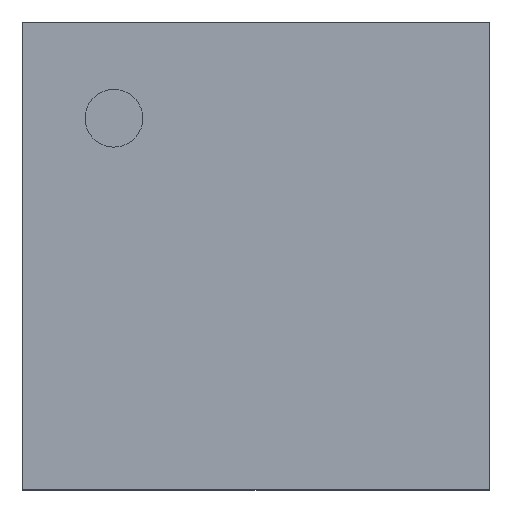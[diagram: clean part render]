
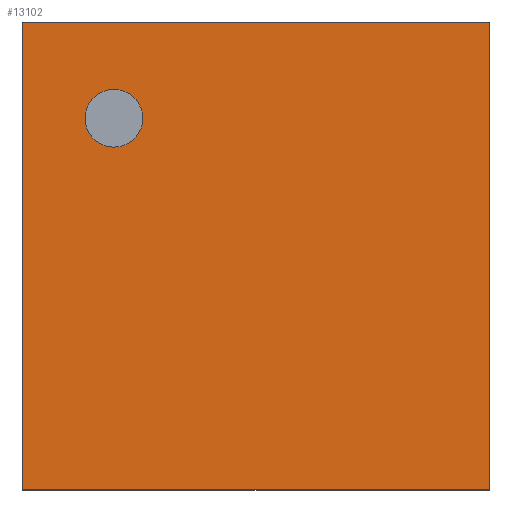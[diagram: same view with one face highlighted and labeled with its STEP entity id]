
A CAD part, top view. The second image highlights one B-rep face of the part: STEP entity #13102.
In plain terms, the highlighted planar face has unit normal (0, 0, 1).
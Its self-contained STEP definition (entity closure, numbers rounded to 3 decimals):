
#371 = EDGE_CURVE ( 'NONE', #10083, #2413, #2129, .T. ) ;
#610 = EDGE_CURVE ( 'NONE', #10317, #10083, #7895, .T. ) ;
#649 = ORIENTED_EDGE ( 'NONE', *, *, #5548, .F. ) ;
#743 = AXIS2_PLACEMENT_3D ( 'NONE', #17027, #1169, #9022 ) ;
#903 = DIRECTION ( 'NONE',  ( 0., -1., 0. ) ) ;
#1169 = DIRECTION ( 'NONE',  ( 0., 0., -1. ) ) ;
#1877 = CARTESIAN_POINT ( 'NONE',  ( 2., 2., 0.8 ) ) ;
#2047 = CARTESIAN_POINT ( 'NONE',  ( 0.392, 1.588, 0.8 ) ) ;
#2108 = ORIENTED_EDGE ( 'NONE', *, *, #4696, .T. ) ;
#2129 = LINE ( 'NONE', #5063, #13498 ) ;
#2413 = VERTEX_POINT ( 'NONE', #4186 ) ;
#2473 = VERTEX_POINT ( 'NONE', #8393 ) ;
#2819 = DIRECTION ( 'NONE',  ( -1., 0., 0. ) ) ;
#2994 = AXIS2_PLACEMENT_3D ( 'NONE', #2047, #11270, #3383 ) ;
#3136 = FACE_BOUND ( 'NONE', #12577, .T. ) ;
#3383 = DIRECTION ( 'NONE',  ( -1., 0., 0. ) ) ;
#3724 = EDGE_LOOP ( 'NONE', ( #6420, #2108, #4536, #16434 ) ) ;
#3727 = EDGE_CURVE ( 'NONE', #13815, #11200, #6864, .T. ) ;
#4186 = CARTESIAN_POINT ( 'NONE',  ( 0., 0., 0.8 ) ) ;
#4536 = ORIENTED_EDGE ( 'NONE', *, *, #7686, .T. ) ;
#4696 = EDGE_CURVE ( 'NONE', #2413, #2473, #10529, .T. ) ;
#5063 = CARTESIAN_POINT ( 'NONE',  ( 0., 0., 0.8 ) ) ;
#5374 = CARTESIAN_POINT ( 'NONE',  ( 0.516, 1.588, 0.8 ) ) ;
#5548 = EDGE_CURVE ( 'NONE', #11200, #13815, #11828, .T. ) ;
#5574 = AXIS2_PLACEMENT_3D ( 'NONE', #12764, #14099, #6164 ) ;
#6164 = DIRECTION ( 'NONE',  ( -1., 0., 0. ) ) ;
#6420 = ORIENTED_EDGE ( 'NONE', *, *, #371, .T. ) ;
#6637 = CARTESIAN_POINT ( 'NONE',  ( 0., 2., 0.8 ) ) ;
#6864 = CIRCLE ( 'NONE', #2994, 0.124 ) ;
#7686 = EDGE_CURVE ( 'NONE', #2473, #10317, #16289, .T. ) ;
#7895 = LINE ( 'NONE', #12264, #14117 ) ;
#8393 = CARTESIAN_POINT ( 'NONE',  ( 2., 0., 0.8 ) ) ;
#8673 = CARTESIAN_POINT ( 'NONE',  ( 0.269, 1.588, 0.8 ) ) ;
#8859 = ORIENTED_EDGE ( 'NONE', *, *, #3727, .F. ) ;
#9022 = DIRECTION ( 'NONE',  ( -1., 0., 0. ) ) ;
#9081 = PLANE ( 'NONE',  #743 ) ;
#10083 = VERTEX_POINT ( 'NONE', #6637 ) ;
#10123 = VECTOR ( 'NONE', #13707, 1000. ) ;
#10317 = VERTEX_POINT ( 'NONE', #14798 ) ;
#10529 = LINE ( 'NONE', #13593, #10123 ) ;
#11200 = VERTEX_POINT ( 'NONE', #8673 ) ;
#11270 = DIRECTION ( 'NONE',  ( 0., 0., 1. ) ) ;
#11828 = CIRCLE ( 'NONE', #5574, 0.124 ) ;
#12126 = VECTOR ( 'NONE', #12438, 1000. ) ;
#12264 = CARTESIAN_POINT ( 'NONE',  ( 0., 2., 0.8 ) ) ;
#12438 = DIRECTION ( 'NONE',  ( 0., 1., 0. ) ) ;
#12577 = EDGE_LOOP ( 'NONE', ( #649, #8859 ) ) ;
#12764 = CARTESIAN_POINT ( 'NONE',  ( 0.392, 1.588, 0.8 ) ) ;
#13102 = ADVANCED_FACE ( 'NONE', ( #3136, #14289 ), #9081, .F. ) ;
#13498 = VECTOR ( 'NONE', #903, 1000. ) ;
#13593 = CARTESIAN_POINT ( 'NONE',  ( 2., 0., 0.8 ) ) ;
#13707 = DIRECTION ( 'NONE',  ( 1., 0., 0. ) ) ;
#13815 = VERTEX_POINT ( 'NONE', #5374 ) ;
#14099 = DIRECTION ( 'NONE',  ( 0., 0., 1. ) ) ;
#14117 = VECTOR ( 'NONE', #2819, 1000. ) ;
#14289 = FACE_OUTER_BOUND ( 'NONE', #3724, .T. ) ;
#14798 = CARTESIAN_POINT ( 'NONE',  ( 2., 2., 0.8 ) ) ;
#16289 = LINE ( 'NONE', #1877, #12126 ) ;
#16434 = ORIENTED_EDGE ( 'NONE', *, *, #610, .T. ) ;
#17027 = CARTESIAN_POINT ( 'NONE',  ( 0., 0., 0.8 ) ) ;
